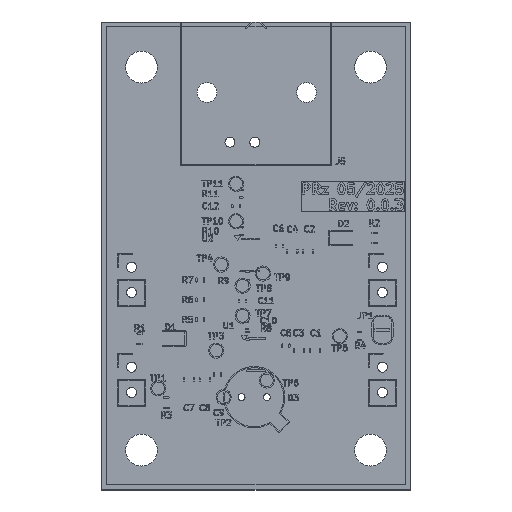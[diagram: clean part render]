
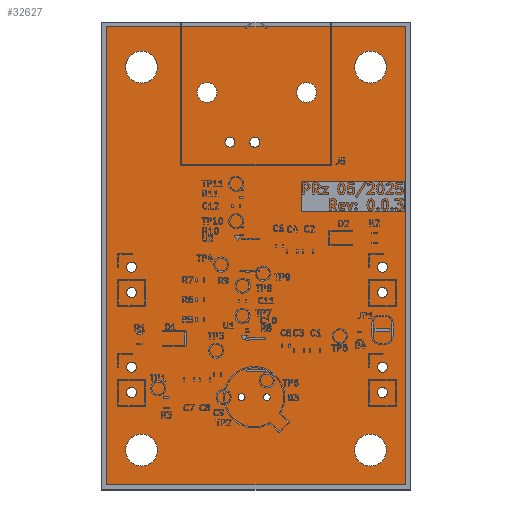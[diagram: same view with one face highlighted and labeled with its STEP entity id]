
A CAD part, top view. The second image highlights one B-rep face of the part: STEP entity #32627.
In plain terms, the highlighted planar face has unit normal (0, 0, 1).
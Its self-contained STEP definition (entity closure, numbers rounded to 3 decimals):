
#32627 = ADVANCED_FACE('',(#32628,#32662,#32673,#32684,#32695,#32706,
    #32717,#32728,#32739,#32750,#32784,#32795,#32806,#32817,#32828,
    #32839,#32850,#32861,#32872,#32883),#32894,.T.);
#32628 = FACE_BOUND('',#32629,.F.);
#32629 = EDGE_LOOP('',(#32630,#32640,#32648,#32656));
#32630 = ORIENTED_EDGE('',*,*,#32631,.T.);
#32631 = EDGE_CURVE('',#32632,#32634,#32636,.T.);
#32632 = VERTEX_POINT('',#32633);
#32633 = CARTESIAN_POINT('',(173.42,-118.88,1.56));
#32634 = VERTEX_POINT('',#32635);
#32635 = CARTESIAN_POINT('',(173.42,-72.88,1.56));
#32636 = LINE('',#32637,#32638);
#32637 = CARTESIAN_POINT('',(173.42,-118.88,1.56));
#32638 = VECTOR('',#32639,1.);
#32639 = DIRECTION('',(0.,1.,0.));
#32640 = ORIENTED_EDGE('',*,*,#32641,.T.);
#32641 = EDGE_CURVE('',#32634,#32642,#32644,.T.);
#32642 = VERTEX_POINT('',#32643);
#32643 = CARTESIAN_POINT('',(203.42,-72.88,1.56));
#32644 = LINE('',#32645,#32646);
#32645 = CARTESIAN_POINT('',(173.42,-72.88,1.56));
#32646 = VECTOR('',#32647,1.);
#32647 = DIRECTION('',(1.,0.,0.));
#32648 = ORIENTED_EDGE('',*,*,#32649,.T.);
#32649 = EDGE_CURVE('',#32642,#32650,#32652,.T.);
#32650 = VERTEX_POINT('',#32651);
#32651 = CARTESIAN_POINT('',(203.42,-118.88,1.56));
#32652 = LINE('',#32653,#32654);
#32653 = CARTESIAN_POINT('',(203.42,-72.88,1.56));
#32654 = VECTOR('',#32655,1.);
#32655 = DIRECTION('',(0.,-1.,0.));
#32656 = ORIENTED_EDGE('',*,*,#32657,.T.);
#32657 = EDGE_CURVE('',#32650,#32632,#32658,.T.);
#32658 = LINE('',#32659,#32660);
#32659 = CARTESIAN_POINT('',(203.42,-118.88,1.56));
#32660 = VECTOR('',#32661,1.);
#32661 = DIRECTION('',(-1.,0.,0.));
#32662 = FACE_BOUND('',#32663,.F.);
#32663 = EDGE_LOOP('',(#32664));
#32664 = ORIENTED_EDGE('',*,*,#32665,.T.);
#32665 = EDGE_CURVE('',#32666,#32666,#32668,.T.);
#32666 = VERTEX_POINT('',#32667);
#32667 = CARTESIAN_POINT('',(178.52,-115.38,1.56));
#32668 = CIRCLE('',#32669,1.6);
#32669 = AXIS2_PLACEMENT_3D('',#32670,#32671,#32672);
#32670 = CARTESIAN_POINT('',(176.92,-115.38,1.56));
#32671 = DIRECTION('',(0.,0.,1.));
#32672 = DIRECTION('',(1.,0.,-0.));
#32673 = FACE_BOUND('',#32674,.F.);
#32674 = EDGE_LOOP('',(#32675));
#32675 = ORIENTED_EDGE('',*,*,#32676,.T.);
#32676 = EDGE_CURVE('',#32677,#32677,#32679,.T.);
#32677 = VERTEX_POINT('',#32678);
#32678 = CARTESIAN_POINT('',(201.52,-115.38,1.56));
#32679 = CIRCLE('',#32680,1.6);
#32680 = AXIS2_PLACEMENT_3D('',#32681,#32682,#32683);
#32681 = CARTESIAN_POINT('',(199.92,-115.38,1.56));
#32682 = DIRECTION('',(0.,0.,1.));
#32683 = DIRECTION('',(1.,0.,-0.));
#32684 = FACE_BOUND('',#32685,.F.);
#32685 = EDGE_LOOP('',(#32686));
#32686 = ORIENTED_EDGE('',*,*,#32687,.T.);
#32687 = EDGE_CURVE('',#32688,#32688,#32690,.T.);
#32688 = VERTEX_POINT('',#32689);
#32689 = CARTESIAN_POINT('',(187.315,-110.065,1.56));
#32690 = CIRCLE('',#32691,0.35);
#32691 = AXIS2_PLACEMENT_3D('',#32692,#32693,#32694);
#32692 = CARTESIAN_POINT('',(186.965,-110.065,1.56));
#32693 = DIRECTION('',(0.,0.,1.));
#32694 = DIRECTION('',(1.,0.,-0.));
#32695 = FACE_BOUND('',#32696,.F.);
#32696 = EDGE_LOOP('',(#32697));
#32697 = ORIENTED_EDGE('',*,*,#32698,.T.);
#32698 = EDGE_CURVE('',#32699,#32699,#32701,.T.);
#32699 = VERTEX_POINT('',#32700);
#32700 = CARTESIAN_POINT('',(189.855,-110.065,1.56));
#32701 = CIRCLE('',#32702,0.35);
#32702 = AXIS2_PLACEMENT_3D('',#32703,#32704,#32705);
#32703 = CARTESIAN_POINT('',(189.505,-110.065,1.56));
#32704 = DIRECTION('',(0.,0.,1.));
#32705 = DIRECTION('',(1.,0.,-0.));
#32706 = FACE_BOUND('',#32707,.F.);
#32707 = EDGE_LOOP('',(#32708));
#32708 = ORIENTED_EDGE('',*,*,#32709,.T.);
#32709 = EDGE_CURVE('',#32710,#32710,#32712,.T.);
#32710 = VERTEX_POINT('',#32711);
#32711 = CARTESIAN_POINT('',(176.42,-109.58,1.56));
#32712 = CIRCLE('',#32713,0.5);
#32713 = AXIS2_PLACEMENT_3D('',#32714,#32715,#32716);
#32714 = CARTESIAN_POINT('',(175.92,-109.58,1.56));
#32715 = DIRECTION('',(0.,0.,1.));
#32716 = DIRECTION('',(1.,0.,-0.));
#32717 = FACE_BOUND('',#32718,.F.);
#32718 = EDGE_LOOP('',(#32719));
#32719 = ORIENTED_EDGE('',*,*,#32720,.T.);
#32720 = EDGE_CURVE('',#32721,#32721,#32723,.T.);
#32721 = VERTEX_POINT('',#32722);
#32722 = CARTESIAN_POINT('',(201.62,-109.58,1.56));
#32723 = CIRCLE('',#32724,0.5);
#32724 = AXIS2_PLACEMENT_3D('',#32725,#32726,#32727);
#32725 = CARTESIAN_POINT('',(201.12,-109.58,1.56));
#32726 = DIRECTION('',(0.,0.,1.));
#32727 = DIRECTION('',(1.,0.,-0.));
#32728 = FACE_BOUND('',#32729,.F.);
#32729 = EDGE_LOOP('',(#32730));
#32730 = ORIENTED_EDGE('',*,*,#32731,.T.);
#32731 = EDGE_CURVE('',#32732,#32732,#32734,.T.);
#32732 = VERTEX_POINT('',#32733);
#32733 = CARTESIAN_POINT('',(176.42,-107.04,1.56));
#32734 = CIRCLE('',#32735,0.5);
#32735 = AXIS2_PLACEMENT_3D('',#32736,#32737,#32738);
#32736 = CARTESIAN_POINT('',(175.92,-107.04,1.56));
#32737 = DIRECTION('',(0.,0.,1.));
#32738 = DIRECTION('',(1.,0.,-0.));
#32739 = FACE_BOUND('',#32740,.F.);
#32740 = EDGE_LOOP('',(#32741));
#32741 = ORIENTED_EDGE('',*,*,#32742,.T.);
#32742 = EDGE_CURVE('',#32743,#32743,#32745,.T.);
#32743 = VERTEX_POINT('',#32744);
#32744 = CARTESIAN_POINT('',(201.62,-107.04,1.56));
#32745 = CIRCLE('',#32746,0.5);
#32746 = AXIS2_PLACEMENT_3D('',#32747,#32748,#32749);
#32747 = CARTESIAN_POINT('',(201.12,-107.04,1.56));
#32748 = DIRECTION('',(0.,0.,1.));
#32749 = DIRECTION('',(1.,0.,-0.));
#32750 = FACE_BOUND('',#32751,.F.);
#32751 = EDGE_LOOP('',(#32752,#32762,#32770,#32778));
#32752 = ORIENTED_EDGE('',*,*,#32753,.T.);
#32753 = EDGE_CURVE('',#32754,#32756,#32758,.T.);
#32754 = VERTEX_POINT('',#32755);
#32755 = CARTESIAN_POINT('',(201.87,-103.43,1.56));
#32756 = VERTEX_POINT('',#32757);
#32757 = CARTESIAN_POINT('',(201.87,-103.13,1.56));
#32758 = LINE('',#32759,#32760);
#32759 = CARTESIAN_POINT('',(201.87,-103.43,1.56));
#32760 = VECTOR('',#32761,1.);
#32761 = DIRECTION('',(0.,1.,0.));
#32762 = ORIENTED_EDGE('',*,*,#32763,.T.);
#32763 = EDGE_CURVE('',#32756,#32764,#32766,.T.);
#32764 = VERTEX_POINT('',#32765);
#32765 = CARTESIAN_POINT('',(200.37,-103.13,1.56));
#32766 = LINE('',#32767,#32768);
#32767 = CARTESIAN_POINT('',(201.87,-103.13,1.56));
#32768 = VECTOR('',#32769,1.);
#32769 = DIRECTION('',(-1.,0.,0.));
#32770 = ORIENTED_EDGE('',*,*,#32771,.T.);
#32771 = EDGE_CURVE('',#32764,#32772,#32774,.T.);
#32772 = VERTEX_POINT('',#32773);
#32773 = CARTESIAN_POINT('',(200.37,-103.43,1.56));
#32774 = LINE('',#32775,#32776);
#32775 = CARTESIAN_POINT('',(200.37,-103.13,1.56));
#32776 = VECTOR('',#32777,1.);
#32777 = DIRECTION('',(0.,-1.,0.));
#32778 = ORIENTED_EDGE('',*,*,#32779,.T.);
#32779 = EDGE_CURVE('',#32772,#32754,#32780,.T.);
#32780 = LINE('',#32781,#32782);
#32781 = CARTESIAN_POINT('',(200.37,-103.43,1.56));
#32782 = VECTOR('',#32783,1.);
#32783 = DIRECTION('',(1.,0.,0.));
#32784 = FACE_BOUND('',#32785,.F.);
#32785 = EDGE_LOOP('',(#32786));
#32786 = ORIENTED_EDGE('',*,*,#32787,.T.);
#32787 = EDGE_CURVE('',#32788,#32788,#32790,.T.);
#32788 = VERTEX_POINT('',#32789);
#32789 = CARTESIAN_POINT('',(176.42,-99.545,1.56));
#32790 = CIRCLE('',#32791,0.5);
#32791 = AXIS2_PLACEMENT_3D('',#32792,#32793,#32794);
#32792 = CARTESIAN_POINT('',(175.92,-99.545,1.56));
#32793 = DIRECTION('',(0.,0.,1.));
#32794 = DIRECTION('',(1.,0.,-0.));
#32795 = FACE_BOUND('',#32796,.F.);
#32796 = EDGE_LOOP('',(#32797));
#32797 = ORIENTED_EDGE('',*,*,#32798,.T.);
#32798 = EDGE_CURVE('',#32799,#32799,#32801,.T.);
#32799 = VERTEX_POINT('',#32800);
#32800 = CARTESIAN_POINT('',(201.62,-99.545,1.56));
#32801 = CIRCLE('',#32802,0.5);
#32802 = AXIS2_PLACEMENT_3D('',#32803,#32804,#32805);
#32803 = CARTESIAN_POINT('',(201.12,-99.545,1.56));
#32804 = DIRECTION('',(0.,0.,1.));
#32805 = DIRECTION('',(1.,0.,-0.));
#32806 = FACE_BOUND('',#32807,.F.);
#32807 = EDGE_LOOP('',(#32808));
#32808 = ORIENTED_EDGE('',*,*,#32809,.T.);
#32809 = EDGE_CURVE('',#32810,#32810,#32812,.T.);
#32810 = VERTEX_POINT('',#32811);
#32811 = CARTESIAN_POINT('',(176.42,-97.005,1.56));
#32812 = CIRCLE('',#32813,0.5);
#32813 = AXIS2_PLACEMENT_3D('',#32814,#32815,#32816);
#32814 = CARTESIAN_POINT('',(175.92,-97.005,1.56));
#32815 = DIRECTION('',(0.,0.,1.));
#32816 = DIRECTION('',(1.,0.,-0.));
#32817 = FACE_BOUND('',#32818,.F.);
#32818 = EDGE_LOOP('',(#32819));
#32819 = ORIENTED_EDGE('',*,*,#32820,.T.);
#32820 = EDGE_CURVE('',#32821,#32821,#32823,.T.);
#32821 = VERTEX_POINT('',#32822);
#32822 = CARTESIAN_POINT('',(201.62,-97.005,1.56));
#32823 = CIRCLE('',#32824,0.5);
#32824 = AXIS2_PLACEMENT_3D('',#32825,#32826,#32827);
#32825 = CARTESIAN_POINT('',(201.12,-97.005,1.56));
#32826 = DIRECTION('',(0.,0.,1.));
#32827 = DIRECTION('',(1.,0.,-0.));
#32828 = FACE_BOUND('',#32829,.F.);
#32829 = EDGE_LOOP('',(#32830));
#32830 = ORIENTED_EDGE('',*,*,#32831,.T.);
#32831 = EDGE_CURVE('',#32832,#32832,#32834,.T.);
#32832 = VERTEX_POINT('',#32833);
#32833 = CARTESIAN_POINT('',(186.3,-84.46,1.56));
#32834 = CIRCLE('',#32835,0.5);
#32835 = AXIS2_PLACEMENT_3D('',#32836,#32837,#32838);
#32836 = CARTESIAN_POINT('',(185.8,-84.46,1.56));
#32837 = DIRECTION('',(0.,0.,1.));
#32838 = DIRECTION('',(1.,0.,-0.));
#32839 = FACE_BOUND('',#32840,.F.);
#32840 = EDGE_LOOP('',(#32841));
#32841 = ORIENTED_EDGE('',*,*,#32842,.T.);
#32842 = EDGE_CURVE('',#32843,#32843,#32845,.T.);
#32843 = VERTEX_POINT('',#32844);
#32844 = CARTESIAN_POINT('',(188.8,-84.46,1.56));
#32845 = CIRCLE('',#32846,0.5);
#32846 = AXIS2_PLACEMENT_3D('',#32847,#32848,#32849);
#32847 = CARTESIAN_POINT('',(188.3,-84.46,1.56));
#32848 = DIRECTION('',(0.,0.,1.));
#32849 = DIRECTION('',(1.,0.,-0.));
#32850 = FACE_BOUND('',#32851,.F.);
#32851 = EDGE_LOOP('',(#32852));
#32852 = ORIENTED_EDGE('',*,*,#32853,.T.);
#32853 = EDGE_CURVE('',#32854,#32854,#32856,.T.);
#32854 = VERTEX_POINT('',#32855);
#32855 = CARTESIAN_POINT('',(184.5,-79.46,1.56));
#32856 = CIRCLE('',#32857,1.);
#32857 = AXIS2_PLACEMENT_3D('',#32858,#32859,#32860);
#32858 = CARTESIAN_POINT('',(183.5,-79.46,1.56));
#32859 = DIRECTION('',(0.,0.,1.));
#32860 = DIRECTION('',(1.,0.,-0.));
#32861 = FACE_BOUND('',#32862,.F.);
#32862 = EDGE_LOOP('',(#32863));
#32863 = ORIENTED_EDGE('',*,*,#32864,.T.);
#32864 = EDGE_CURVE('',#32865,#32865,#32867,.T.);
#32865 = VERTEX_POINT('',#32866);
#32866 = CARTESIAN_POINT('',(194.5,-79.46,1.56));
#32867 = CIRCLE('',#32868,1.);
#32868 = AXIS2_PLACEMENT_3D('',#32869,#32870,#32871);
#32869 = CARTESIAN_POINT('',(193.5,-79.46,1.56));
#32870 = DIRECTION('',(0.,0.,1.));
#32871 = DIRECTION('',(1.,0.,-0.));
#32872 = FACE_BOUND('',#32873,.F.);
#32873 = EDGE_LOOP('',(#32874));
#32874 = ORIENTED_EDGE('',*,*,#32875,.T.);
#32875 = EDGE_CURVE('',#32876,#32876,#32878,.T.);
#32876 = VERTEX_POINT('',#32877);
#32877 = CARTESIAN_POINT('',(178.52,-76.91,1.56));
#32878 = CIRCLE('',#32879,1.6);
#32879 = AXIS2_PLACEMENT_3D('',#32880,#32881,#32882);
#32880 = CARTESIAN_POINT('',(176.92,-76.91,1.56));
#32881 = DIRECTION('',(0.,0.,1.));
#32882 = DIRECTION('',(1.,0.,-0.));
#32883 = FACE_BOUND('',#32884,.F.);
#32884 = EDGE_LOOP('',(#32885));
#32885 = ORIENTED_EDGE('',*,*,#32886,.T.);
#32886 = EDGE_CURVE('',#32887,#32887,#32889,.T.);
#32887 = VERTEX_POINT('',#32888);
#32888 = CARTESIAN_POINT('',(201.52,-76.91,1.56));
#32889 = CIRCLE('',#32890,1.6);
#32890 = AXIS2_PLACEMENT_3D('',#32891,#32892,#32893);
#32891 = CARTESIAN_POINT('',(199.92,-76.91,1.56));
#32892 = DIRECTION('',(0.,0.,1.));
#32893 = DIRECTION('',(1.,0.,-0.));
#32894 = PLANE('',#32895);
#32895 = AXIS2_PLACEMENT_3D('',#32896,#32897,#32898);
#32896 = CARTESIAN_POINT('',(0.,0.,1.56));
#32897 = DIRECTION('',(0.,0.,1.));
#32898 = DIRECTION('',(1.,0.,-0.));
